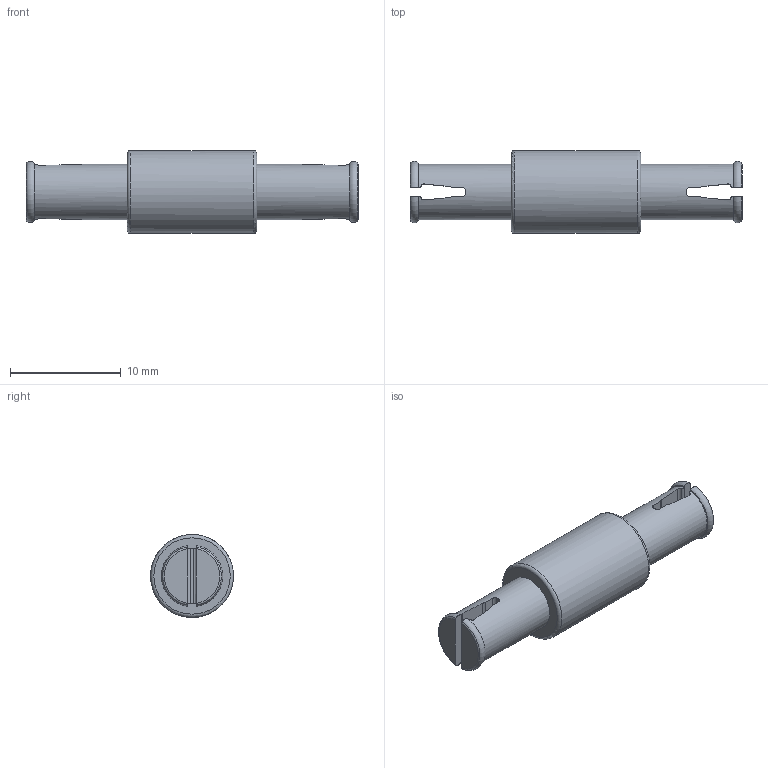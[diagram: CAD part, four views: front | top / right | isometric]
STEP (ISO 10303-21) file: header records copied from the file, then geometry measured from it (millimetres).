
FILE_DESCRIPTION(/* description */ (''),/* implementation_level */ '2;1');
FILE_NAME(/* name */ 'RB1.stp',/* time_stamp */ '2019-02-12T17:48:03+01:00',/* author */ ('Varga Daniel'),/* organization */ (''),/* preprocessor_version */ 'ST-DEVELOPER v17.2',/* originating_system */ 'Autodesk Inventor 2019',/* authorisation */ '');
FILE_SCHEMA (('AUTOMOTIVE_DESIGN { 1 0 10303 214 3 1 1 }'));
Length unit declared in the file: millimetre
Products named in the file (1): RB1
Bounding box: 30 x 7.5 x 7.5 mm (x, y, z)
Volume: 829.4 mm3; surface area: 735.9 mm2
Topology: 1 solids, 1 shells, 53 faces, 153 edges, 104 vertices
Faces by surface type: plane 24, cylinder 19, torus 10
Full cylindrical faces by diameter (mm): 5 x2, 7.5 x1
Entity records: 2196 total; most frequent: CARTESIAN_POINT 739, ORIENTED_EDGE 306, DIRECTION 259, EDGE_CURVE 153, VERTEX_POINT 104, AXIS2_PLACEMENT_3D 100, LINE 59, VECTOR 59
